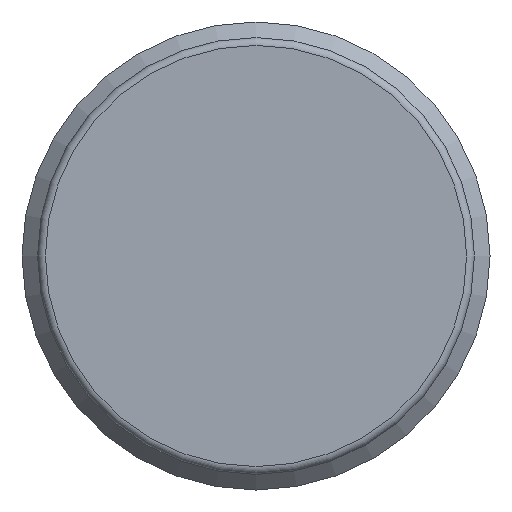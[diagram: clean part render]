
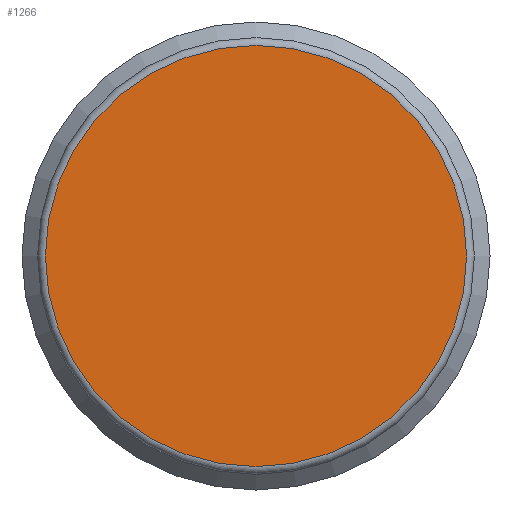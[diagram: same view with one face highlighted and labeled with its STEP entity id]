
A CAD part, front view. The second image highlights one B-rep face of the part: STEP entity #1266.
In plain terms, the highlighted planar face has unit normal (0, -1, 0).
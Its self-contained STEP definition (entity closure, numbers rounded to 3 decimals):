
#79=PLANE('',#1460);
#159=FACE_OUTER_BOUND('',#265,.T.);
#265=EDGE_LOOP('',(#1035));
#470=CIRCLE('',#1453,13.5);
#581=VERTEX_POINT('',#2238);
#732=EDGE_CURVE('',#581,#581,#470,.T.);
#1035=ORIENTED_EDGE('',*,*,#732,.F.);
#1266=ADVANCED_FACE('',(#159),#79,.T.);
#1453=AXIS2_PLACEMENT_3D('',#2239,#1848,#1849);
#1460=AXIS2_PLACEMENT_3D('',#2251,#1863,#1864);
#1848=DIRECTION('center_axis',(0.,1.,0.));
#1849=DIRECTION('ref_axis',(-1.,0.,0.));
#1863=DIRECTION('center_axis',(0.,-1.,0.));
#1864=DIRECTION('ref_axis',(0.,0.,-1.));
#2238=CARTESIAN_POINT('',(0.,0.,13.5));
#2239=CARTESIAN_POINT('Origin',(0.,0.,
0.));
#2251=CARTESIAN_POINT('Origin',(7.,0.,0.));
